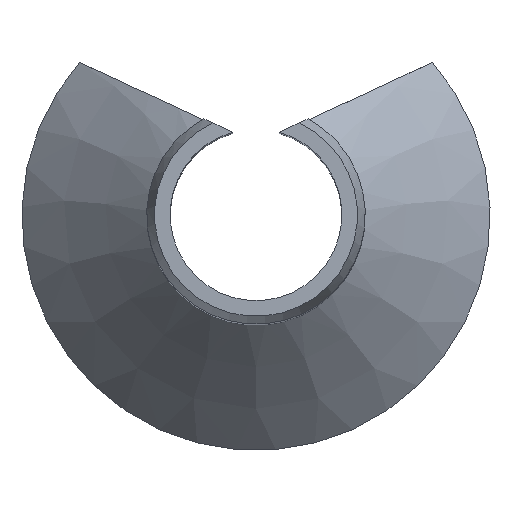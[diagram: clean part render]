
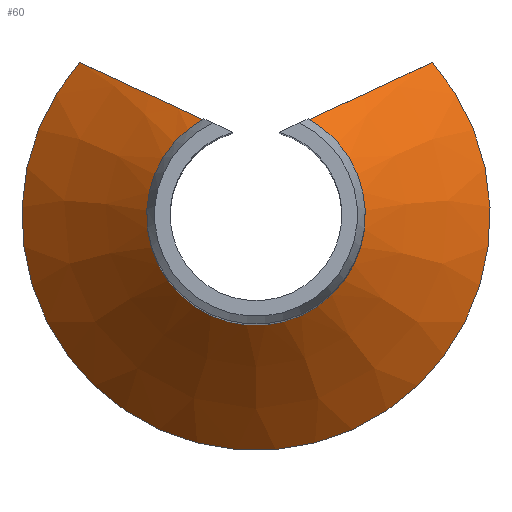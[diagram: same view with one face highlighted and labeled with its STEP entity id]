
A CAD part, top view. The second image highlights one B-rep face of the part: STEP entity #60.
In plain terms, the highlighted conical face has half-angle 45 degrees and reference radius 1.1 mm.
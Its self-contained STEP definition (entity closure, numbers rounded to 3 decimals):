
#60=ADVANCED_FACE('',(#73),#64,.T.);
#64=CONICAL_SURFACE('',#211,1.1,45.);
#73=FACE_OUTER_BOUND('',#82,.T.);
#82=EDGE_LOOP('',(#128,#129,#130,#131));
#87=CIRCLE('',#204,1.5);
#89=CIRCLE('',#209,0.7);
#128=ORIENTED_EDGE('',*,*,#158,.T.);
#129=ORIENTED_EDGE('',*,*,#166,.F.);
#130=ORIENTED_EDGE('',*,*,#162,.T.);
#131=ORIENTED_EDGE('',*,*,#160,.T.);
#141=VERTEX_POINT('',#307);
#142=VERTEX_POINT('',#316);
#143=VERTEX_POINT('',#325);
#144=VERTEX_POINT('',#341);
#158=EDGE_CURVE('',#142,#141,#170,.T.);
#160=EDGE_CURVE('',#143,#142,#87,.T.);
#162=EDGE_CURVE('',#144,#143,#173,.T.);
#166=EDGE_CURVE('',#144,#141,#89,.T.);
#170=B_SPLINE_CURVE_WITH_KNOTS('',3,(#308,#309,#310,#311,#312,#313,#314,
#315),.UNSPECIFIED.,.F.,.F.,(4,1,1,1,1,4),(0.,0.2,0.4,0.6,0.8,1.),
 .UNSPECIFIED.);
#173=B_SPLINE_CURVE_WITH_KNOTS('',3,(#333,#334,#335,#336,#337,#338,#339,
#340),.UNSPECIFIED.,.F.,.F.,(4,1,1,1,1,4),(0.,0.2,0.4,0.6,0.8,1.),
 .UNSPECIFIED.);
#204=AXIS2_PLACEMENT_3D('',#324,#239,#240);
#209=AXIS2_PLACEMENT_3D('',#353,#250,#251);
#211=AXIS2_PLACEMENT_3D('',#355,#254,#255);
#239=DIRECTION('',(0.,0.,1.));
#240=DIRECTION('',(-0.753,0.657,0.));
#250=DIRECTION('',(0.,0.,1.));
#251=DIRECTION('',(-0.477,0.879,0.));
#254=DIRECTION('',(0.,0.,-1.));
#255=DIRECTION('',(1.,0.,0.));
#307=CARTESIAN_POINT('',(0.334,0.615,0.906));
#308=CARTESIAN_POINT('',(1.13,0.986,0.106));
#309=CARTESIAN_POINT('',(1.064,0.955,0.176));
#310=CARTESIAN_POINT('',(0.937,0.896,0.31));
#311=CARTESIAN_POINT('',(0.764,0.816,0.489));
#312=CARTESIAN_POINT('',(0.606,0.742,0.649));
#313=CARTESIAN_POINT('',(0.463,0.675,0.789));
#314=CARTESIAN_POINT('',(0.376,0.634,0.869));
#315=CARTESIAN_POINT('',(0.334,0.615,0.906));
#316=CARTESIAN_POINT('',(1.13,0.986,0.106));
#324=CARTESIAN_POINT('',(0.,0.,0.106));
#325=CARTESIAN_POINT('',(-1.13,0.986,0.106));
#333=CARTESIAN_POINT('',(-0.334,0.615,0.906));
#334=CARTESIAN_POINT('',(-0.375,0.634,0.87));
#335=CARTESIAN_POINT('',(-0.462,0.674,0.79));
#336=CARTESIAN_POINT('',(-0.605,0.741,0.65));
#337=CARTESIAN_POINT('',(-0.763,0.815,0.491));
#338=CARTESIAN_POINT('',(-0.936,0.896,0.311));
#339=CARTESIAN_POINT('',(-1.064,0.955,0.177));
#340=CARTESIAN_POINT('',(-1.13,0.986,0.106));
#341=CARTESIAN_POINT('',(-0.334,0.615,0.906));
#353=CARTESIAN_POINT('',(0.,0.,0.906));
#355=CARTESIAN_POINT('',(0.,0.,0.506));
